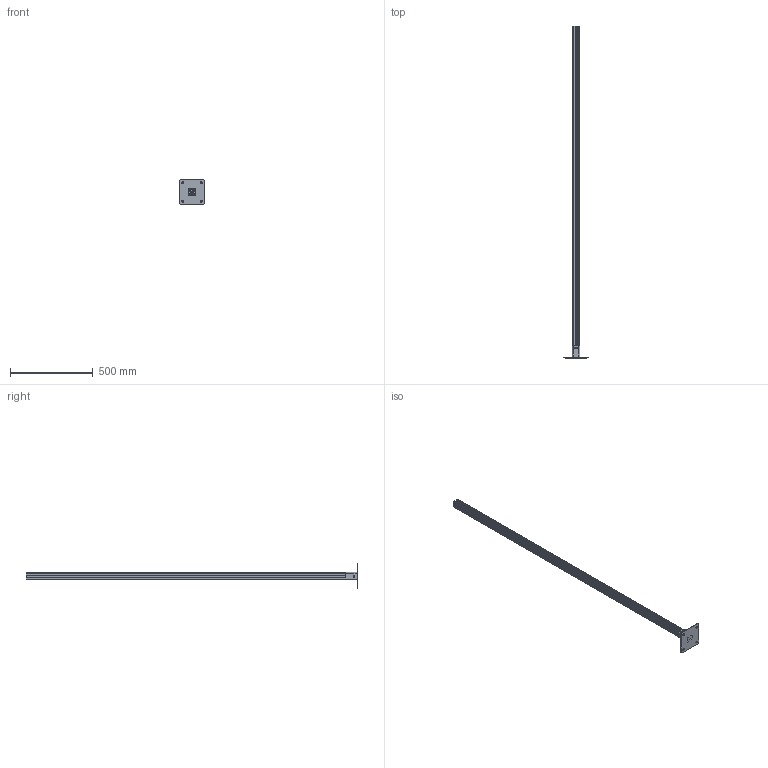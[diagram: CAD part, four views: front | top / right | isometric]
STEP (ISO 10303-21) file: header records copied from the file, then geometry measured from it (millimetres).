
FILE_DESCRIPTION (( 'STEP AP214' ), '1' );
FILE_NAME ('Slotpro 40x40 Post.STEP', '2025-07-08T01:17:58', ( '' ), ( '' ), 'SwSTEP 2.0', 'SolidWorks 2023', '' );
FILE_SCHEMA (( 'AUTOMOTIVE_DESIGN' ));
Length unit declared in the file: millimetre
Products named in the file (5): Slotpro 40x40 Post; 1G-1515-FPG; 1G.1515.FPG Foot Pate; 40x40 Slotpro Guarding; 1G.1515.FPG Upright
Assembly tree (4 placements, depth 3):
  Slotpro 40x40 Post
    1G-1515-FPG
      1G.1515.FPG Foot Pate
      1G.1515.FPG Upright
    40x40 Slotpro Guarding
Bounding box: 150 x 2000 x 150 mm (x, y, z)
Volume: 1232778 mm3; surface area: 1106662.8 mm2
Topology: 3 solids, 3 shells, 295 faces, 851 edges, 562 vertices
Faces by surface type: plane 224, cylinder 71
Entity records: 9824 total; most frequent: CARTESIAN_POINT 1716, ORIENTED_EDGE 1702, DIRECTION 1599, EDGE_CURVE 851, LINE 709, VECTOR 709, VERTEX_POINT 562, AXIS2_PLACEMENT_3D 445
